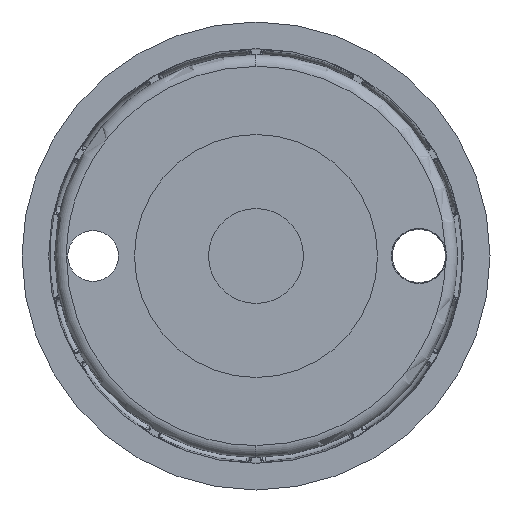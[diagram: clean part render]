
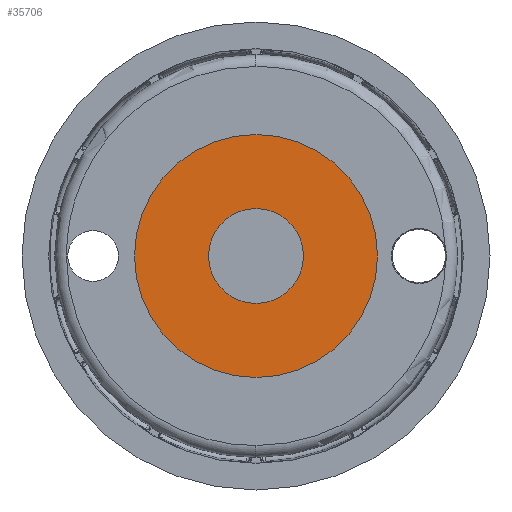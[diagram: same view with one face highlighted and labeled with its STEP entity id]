
A CAD part, front view. The second image highlights one B-rep face of the part: STEP entity #35706.
In plain terms, the highlighted planar face has unit normal (0, -1, 0).
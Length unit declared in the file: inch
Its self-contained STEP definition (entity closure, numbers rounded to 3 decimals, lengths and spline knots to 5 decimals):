
#958 = CIRCLE ( 'NONE', #30116, 0.31496 ) ;
#2209 = EDGE_LOOP ( 'NONE', ( #12994, #44081 ) ) ;
#2994 = PLANE ( 'NONE',  #18256 ) ;
#3183 = ORIENTED_EDGE ( 'NONE', *, *, #16390, .T. ) ;
#5535 = EDGE_CURVE ( 'NONE', #18275, #17413, #18585, .T. ) ;
#12994 = ORIENTED_EDGE ( 'NONE', *, *, #21803, .F. ) ;
#13494 = CARTESIAN_POINT ( 'NONE',  ( 0., -0.06299, 0.80709 ) ) ;
#13744 = DIRECTION ( 'NONE',  ( 0., -1., 0. ) ) ;
#13851 = VERTEX_POINT ( 'NONE', #41589 ) ;
#15485 = VERTEX_POINT ( 'NONE', #39766 ) ;
#16238 = AXIS2_PLACEMENT_3D ( 'NONE', #47913, #47805, #47730 ) ;
#16380 = EDGE_CURVE ( 'NONE', #13851, #15485, #958, .T. ) ;
#16390 = EDGE_CURVE ( 'NONE', #17413, #18275, #25356, .T. ) ;
#17413 = VERTEX_POINT ( 'NONE', #53681 ) ;
#18250 = FACE_BOUND ( 'NONE', #2209, .T. ) ;
#18256 = AXIS2_PLACEMENT_3D ( 'NONE', #21449, #53742, #26117 ) ;
#18275 = VERTEX_POINT ( 'NONE', #13494 ) ;
#18585 = CIRCLE ( 'NONE', #16238, 0.80709 ) ;
#21449 = CARTESIAN_POINT ( 'NONE',  ( 0., -0.06299, -0.80709 ) ) ;
#21803 = EDGE_CURVE ( 'NONE', #15485, #13851, #36439, .T. ) ;
#23142 = ORIENTED_EDGE ( 'NONE', *, *, #5535, .T. ) ;
#25356 = CIRCLE ( 'NONE', #30019, 0.80709 ) ;
#26117 = DIRECTION ( 'NONE',  ( 0., 0., 1. ) ) ;
#27556 = EDGE_LOOP ( 'NONE', ( #3183, #23142 ) ) ;
#30019 = AXIS2_PLACEMENT_3D ( 'NONE', #37099, #37033, #36966 ) ;
#30116 = AXIS2_PLACEMENT_3D ( 'NONE', #37302, #37292, #37225 ) ;
#35706 = ADVANCED_FACE ( 'NONE', ( #18250, #45176 ), #2994, .F. ) ;
#36439 = CIRCLE ( 'NONE', #57933, 0.31496 ) ;
#36966 = DIRECTION ( 'NONE',  ( 0., 0., -1. ) ) ;
#37033 = DIRECTION ( 'NONE',  ( 0., -1., 0. ) ) ;
#37099 = CARTESIAN_POINT ( 'NONE',  ( 0., -0.06299, 0. ) ) ;
#37225 = DIRECTION ( 'NONE',  ( 0., 0., -1. ) ) ;
#37292 = DIRECTION ( 'NONE',  ( 0., -1., 0. ) ) ;
#37302 = CARTESIAN_POINT ( 'NONE',  ( 0., -0.06299, 0. ) ) ;
#39766 = CARTESIAN_POINT ( 'NONE',  ( 0., -0.06299, -0.31496 ) ) ;
#41589 = CARTESIAN_POINT ( 'NONE',  ( 0., -0.06299, 0.31496 ) ) ;
#44081 = ORIENTED_EDGE ( 'NONE', *, *, #16380, .F. ) ;
#45176 = FACE_OUTER_BOUND ( 'NONE', #27556, .T. ) ;
#47730 = DIRECTION ( 'NONE',  ( 0., 0., -1. ) ) ;
#47805 = DIRECTION ( 'NONE',  ( 0., -1., 0. ) ) ;
#47913 = CARTESIAN_POINT ( 'NONE',  ( 0., -0.06299, 0. ) ) ;
#53681 = CARTESIAN_POINT ( 'NONE',  ( 0., -0.06299, -0.80709 ) ) ;
#53742 = DIRECTION ( 'NONE',  ( 0., 1., 0. ) ) ;
#54608 = DIRECTION ( 'NONE',  ( 0., 0., -1. ) ) ;
#55993 = CARTESIAN_POINT ( 'NONE',  ( 0., -0.06299, 0. ) ) ;
#57933 = AXIS2_PLACEMENT_3D ( 'NONE', #55993, #13744, #54608 ) ;
